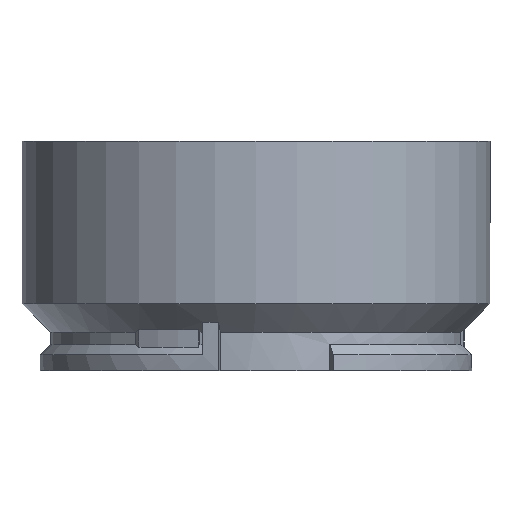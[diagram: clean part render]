
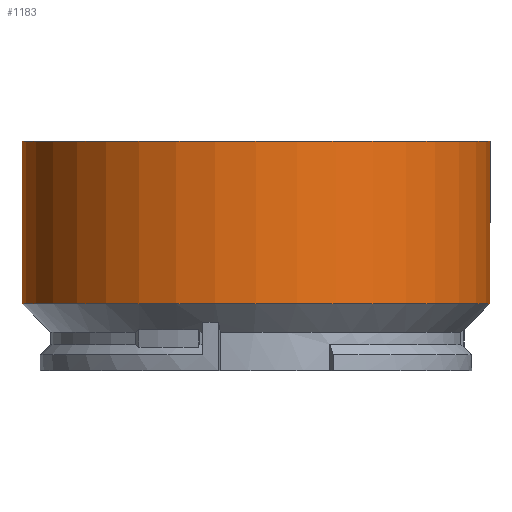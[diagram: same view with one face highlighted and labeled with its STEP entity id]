
A CAD part, left-side view. The second image highlights one B-rep face of the part: STEP entity #1183.
In plain terms, the highlighted cylindrical face has radius 57.5 mm (diameter 115 mm), a partial arc.
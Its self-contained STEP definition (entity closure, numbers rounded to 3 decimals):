
#61 = LINE ( 'NONE', #567, #1017 ) ;
#143 = CARTESIAN_POINT ( 'NONE',  ( 0., -57.5, 16.5 ) ) ;
#149 = AXIS2_PLACEMENT_3D ( 'NONE', #810, #1630, #807 ) ;
#156 = CYLINDRICAL_SURFACE ( 'NONE', #597, 57.5 ) ;
#197 = EDGE_CURVE ( 'NONE', #1732, #1722, #660, .T. ) ;
#200 = EDGE_CURVE ( 'NONE', #1900, #205, #449, .T. ) ;
#205 = VERTEX_POINT ( 'NONE', #1952 ) ;
#257 = DIRECTION ( 'NONE',  ( 0., 0., -1. ) ) ;
#270 = AXIS2_PLACEMENT_3D ( 'NONE', #299, #1782, #965 ) ;
#299 = CARTESIAN_POINT ( 'NONE',  ( 0., 0., 56.5 ) ) ;
#345 = EDGE_LOOP ( 'NONE', ( #2110, #1068, #1361, #1819 ) ) ;
#449 = CIRCLE ( 'NONE', #149, 57.5 ) ;
#493 = EDGE_CURVE ( 'NONE', #1722, #205, #1234, .T. ) ;
#533 = DIRECTION ( 'NONE',  ( 0., 0., -1. ) ) ;
#567 = CARTESIAN_POINT ( 'NONE',  ( 0., -57.5, 0. ) ) ;
#597 = AXIS2_PLACEMENT_3D ( 'NONE', #900, #257, #1802 ) ;
#660 = CIRCLE ( 'NONE', #270, 57.5 ) ;
#807 = DIRECTION ( 'NONE',  ( 0., 1., 0. ) ) ;
#810 = CARTESIAN_POINT ( 'NONE',  ( 0., 0., 16.5 ) ) ;
#900 = CARTESIAN_POINT ( 'NONE',  ( 0., 0., 0. ) ) ;
#965 = DIRECTION ( 'NONE',  ( 0., 1., 0. ) ) ;
#998 = CARTESIAN_POINT ( 'NONE',  ( 0., 57.5, 56.5 ) ) ;
#1017 = VECTOR ( 'NONE', #1555, 1000. ) ;
#1033 = EDGE_CURVE ( 'NONE', #1732, #1900, #61, .T. ) ;
#1046 = CARTESIAN_POINT ( 'NONE',  ( 0., 57.5, 0. ) ) ;
#1068 = ORIENTED_EDGE ( 'NONE', *, *, #197, .T. ) ;
#1078 = FACE_OUTER_BOUND ( 'NONE', #345, .T. ) ;
#1183 = ADVANCED_FACE ( 'NONE', ( #1078 ), #156, .T. ) ;
#1234 = LINE ( 'NONE', #1046, #1278 ) ;
#1278 = VECTOR ( 'NONE', #533, 1000. ) ;
#1361 = ORIENTED_EDGE ( 'NONE', *, *, #493, .T. ) ;
#1555 = DIRECTION ( 'NONE',  ( 0., 0., -1. ) ) ;
#1630 = DIRECTION ( 'NONE',  ( 0., 0., -1. ) ) ;
#1669 = CARTESIAN_POINT ( 'NONE',  ( 0., -57.5, 56.5 ) ) ;
#1722 = VERTEX_POINT ( 'NONE', #998 ) ;
#1732 = VERTEX_POINT ( 'NONE', #1669 ) ;
#1782 = DIRECTION ( 'NONE',  ( 0., 0., -1. ) ) ;
#1802 = DIRECTION ( 'NONE',  ( 0., 1., 0. ) ) ;
#1819 = ORIENTED_EDGE ( 'NONE', *, *, #200, .F. ) ;
#1900 = VERTEX_POINT ( 'NONE', #143 ) ;
#1952 = CARTESIAN_POINT ( 'NONE',  ( 0., 57.5, 16.5 ) ) ;
#2110 = ORIENTED_EDGE ( 'NONE', *, *, #1033, .F. ) ;
